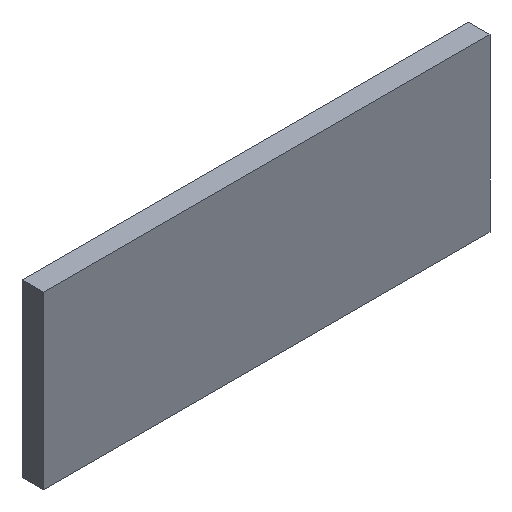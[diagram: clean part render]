
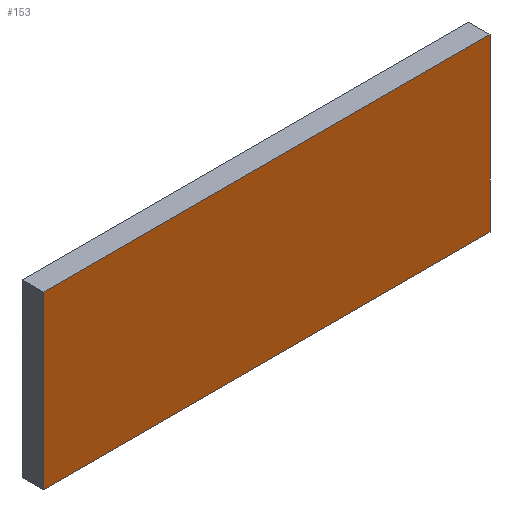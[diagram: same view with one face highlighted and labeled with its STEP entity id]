
A CAD part, isometric view. The second image highlights one B-rep face of the part: STEP entity #153.
In plain terms, the highlighted planar face has unit normal (0, -1, 0).
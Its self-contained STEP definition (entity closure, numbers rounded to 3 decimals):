
#21 = EDGE_CURVE('',#22,#24,#26,.T.);
#22 = VERTEX_POINT('',#23);
#23 = CARTESIAN_POINT('',(30.,0.,11.5));
#24 = VERTEX_POINT('',#25);
#25 = CARTESIAN_POINT('',(0.,0.,11.5));
#26 = LINE('',#27,#28);
#27 = CARTESIAN_POINT('',(30.,0.,11.5));
#28 = VECTOR('',#29,1.);
#29 = DIRECTION('',(-1.,0.,0.));
#61 = EDGE_CURVE('',#24,#62,#64,.T.);
#62 = VERTEX_POINT('',#63);
#63 = CARTESIAN_POINT('',(0.,0.,0.));
#64 = LINE('',#65,#66);
#65 = CARTESIAN_POINT('',(0.,0.,11.5));
#66 = VECTOR('',#67,1.);
#67 = DIRECTION('',(0.,0.,-1.));
#92 = EDGE_CURVE('',#62,#93,#95,.T.);
#93 = VERTEX_POINT('',#94);
#94 = CARTESIAN_POINT('',(30.,0.,0.));
#95 = LINE('',#96,#97);
#96 = CARTESIAN_POINT('',(0.,0.,0.));
#97 = VECTOR('',#98,1.);
#98 = DIRECTION('',(1.,0.,0.));
#123 = EDGE_CURVE('',#93,#22,#124,.T.);
#124 = LINE('',#125,#126);
#125 = CARTESIAN_POINT('',(30.,0.,0.));
#126 = VECTOR('',#127,1.);
#127 = DIRECTION('',(0.,0.,1.));
#153 = ADVANCED_FACE('',(#154),#160,.F.);
#154 = FACE_BOUND('',#155,.T.);
#155 = EDGE_LOOP('',(#156,#157,#158,#159));
#156 = ORIENTED_EDGE('',*,*,#123,.T.);
#157 = ORIENTED_EDGE('',*,*,#21,.T.);
#158 = ORIENTED_EDGE('',*,*,#61,.T.);
#159 = ORIENTED_EDGE('',*,*,#92,.T.);
#160 = PLANE('',#161);
#161 = AXIS2_PLACEMENT_3D('',#162,#163,#164);
#162 = CARTESIAN_POINT('',(15.,0.,5.75));
#163 = DIRECTION('',(0.,1.,0.));
#164 = DIRECTION('',(1.,0.,0.));
